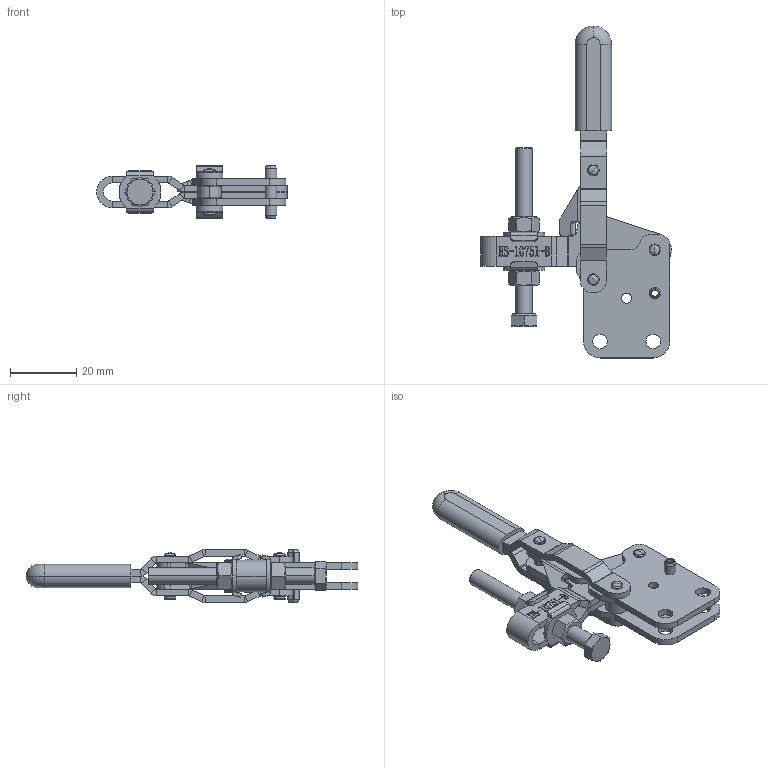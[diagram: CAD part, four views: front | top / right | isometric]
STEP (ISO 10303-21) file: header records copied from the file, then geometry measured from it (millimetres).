
FILE_DESCRIPTION (( 'STEP AP203' ), '1' );
FILE_NAME ('HS-10751-B .STEP', '2019-09-27T11:59:56', ( '微软用户' ), ( '微软中国' ), 'SwSTEP 2.0', 'SolidWorks 2012', '' );
FILE_SCHEMA (( 'CONFIG_CONTROL_DESIGN' ));
Length unit declared in the file: millimetre
Products named in the file (14): HS-10751-B ; spring pin slotted heavy duty1 gb_GB_PARALLEL_PINS_TYPE6 3.5X16; hex nuts, style 1-grades ab gb_GB_FASTENER_NUT_SNAB1 M5-N; FW-100; 階杶; hexagon head bolts-full thread gb_GB_FASTENER_BOLT_STBAB A M5X50-C; 酗种; 眻忒梟; 眻忒參; 蟀裝酘; 蟀裝衵; 傻种; U倰揤參; 眻菁釱酘
Assembly tree (19 placements, depth 2):
  HS-10751-B 
    眻菁釱酘  x2
    U倰揤參
    傻种  x2
    蟀裝衵
    蟀裝酘
    眻忒參
    眻忒梟  x2
    酗种  x2
    hexagon head bolts-full thread gb_GB_FASTENER_BOLT_STBAB A M5X50-C
    階杶
    FW-100  x2
    hex nuts, style 1-grades ab gb_GB_FASTENER_NUT_SNAB1 M5-N  x2
    spring pin slotted heavy duty1 gb_GB_PARALLEL_PINS_TYPE6 3.5X16
Bounding box: 57.49 x 100 x 16 mm (x, y, z)
Volume: 12595 mm3; surface area: 15005.8 mm2
Topology: 19 solids, 19 shells, 893 faces, 2217 edges, 1391 vertices
Faces by surface type: plane 469, cylinder 190, bspline 150, torus 44, cone 40
Entity records: 29870 total; most frequent: CARTESIAN_POINT 11552, ORIENTED_EDGE 3678, DIRECTION 3020, EDGE_CURVE 1839, LINE 1178, VECTOR 1178, VERTEX_POINT 1173, AXIS2_PLACEMENT_3D 921
